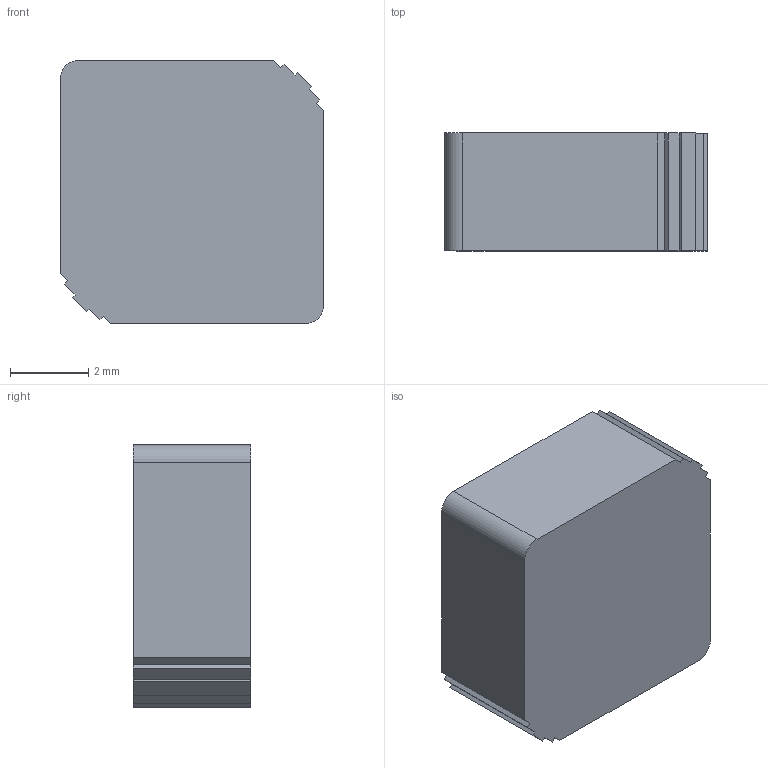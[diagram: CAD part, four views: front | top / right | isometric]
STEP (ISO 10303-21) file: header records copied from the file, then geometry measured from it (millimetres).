
FILE_DESCRIPTION (( 'STEP AP214' ), '1' );
FILE_NAME ('ASPI-0602S.STEP', '2013-10-19T06:57:43', ( '' ), ( '' ), 'SwSTEP 2.0', 'SolidWorks 2012', '' );
FILE_SCHEMA (( 'AUTOMOTIVE_DESIGN' ));
Length unit declared in the file: inch
Products named in the file (1): ASPI-0602S
Bounding box: 6.7 x 3 x 6.7 mm (x, y, z)
Volume: 130.5 mm3; surface area: 165.1 mm2
Topology: 1 solids, 1 shells, 153 faces, 405 edges, 270 vertices
Faces by surface type: plane 80, bspline 69, cylinder 4
Entity records: 10348 total; most frequent: CARTESIAN_POINT 5218, ORIENTED_EDGE 810, DIRECTION 445, EDGE_CURVE 405, VERTEX_POINT 270, VECTOR 259, LINE 259, EDGE_LOOP 169
